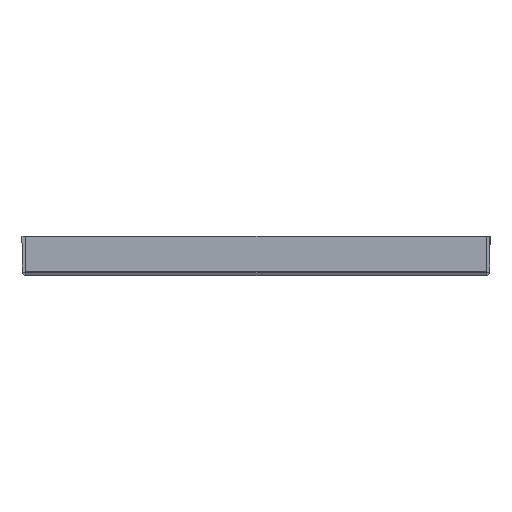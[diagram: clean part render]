
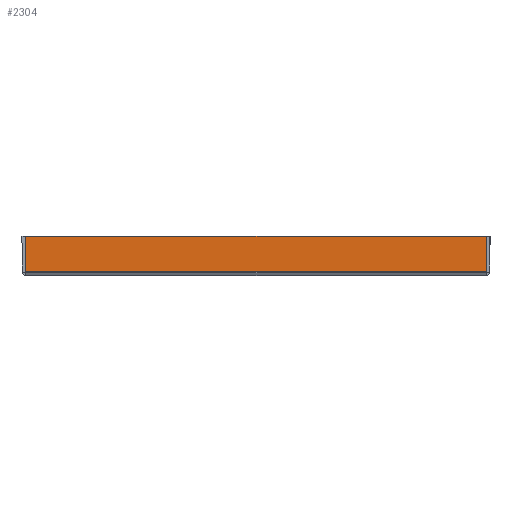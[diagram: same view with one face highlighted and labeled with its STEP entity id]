
A CAD part, left-side view. The second image highlights one B-rep face of the part: STEP entity #2304.
In plain terms, the highlighted planar face has unit normal (-1, 0, 0).
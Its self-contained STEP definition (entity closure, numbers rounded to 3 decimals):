
#280 = EDGE_CURVE ( 'NONE', #2949, #2962, #754, .T. ) ;
#282 = EDGE_CURVE ( 'NONE', #2949, #2798, #767, .T. ) ;
#283 = EDGE_CURVE ( 'NONE', #2799, #2962, #762, .T. ) ;
#288 = EDGE_CURVE ( 'NONE', #2798, #2799, #775, .T. ) ;
#754 = LINE ( 'NONE', #3238, #759 ) ;
#759 = VECTOR ( 'NONE', #3239, 1000. ) ;
#762 = LINE ( 'NONE', #3240, #769 ) ;
#767 = LINE ( 'NONE', #3242, #768 ) ;
#768 = VECTOR ( 'NONE', #3243, 1000. ) ;
#769 = VECTOR ( 'NONE', #3245, 1000. ) ;
#770 = VECTOR ( 'NONE', #3257, 1000. ) ;
#775 = LINE ( 'NONE', #3256, #770 ) ;
#1033 = FACE_OUTER_BOUND ( 'NONE', #2012, .T. ) ;
#1119 = AXIS2_PLACEMENT_3D ( 'NONE', #3734, #3746, #3747 ) ;
#1558 = CARTESIAN_POINT ( 'NONE',  ( -948.5, -95.99, 16.5 ) ) ;
#1579 = CARTESIAN_POINT ( 'NONE',  ( -948.5, 95.99, 16.5 ) ) ;
#1728 = CARTESIAN_POINT ( 'NONE',  ( -948.5, -95.99, 1.6 ) ) ;
#1741 = CARTESIAN_POINT ( 'NONE',  ( -948.5, 95.99, 1.6 ) ) ;
#1998 = ORIENTED_EDGE ( 'NONE', *, *, #283, .T. ) ;
#2012 = EDGE_LOOP ( 'NONE', ( #2205, #2179, #2153, #1998 ) ) ;
#2153 = ORIENTED_EDGE ( 'NONE', *, *, #288, .T. ) ;
#2179 = ORIENTED_EDGE ( 'NONE', *, *, #282, .T. ) ;
#2205 = ORIENTED_EDGE ( 'NONE', *, *, #280, .F. ) ;
#2304 = ADVANCED_FACE ( 'NONE', ( #1033 ), #3741, .F. ) ;
#2798 = VERTEX_POINT ( 'NONE', #1558 ) ;
#2799 = VERTEX_POINT ( 'NONE', #1579 ) ;
#2949 = VERTEX_POINT ( 'NONE', #1728 ) ;
#2962 = VERTEX_POINT ( 'NONE', #1741 ) ;
#3238 = CARTESIAN_POINT ( 'NONE',  ( -948.5, -95.99, 1.6 ) ) ;
#3239 = DIRECTION ( 'NONE',  ( 0., 1., 0. ) ) ;
#3240 = CARTESIAN_POINT ( 'NONE',  ( -948.5, 95.99, 1.5 ) ) ;
#3242 = CARTESIAN_POINT ( 'NONE',  ( -948.5, -95.99, 16.5 ) ) ;
#3243 = DIRECTION ( 'NONE',  ( 0., 0., 1. ) ) ;
#3245 = DIRECTION ( 'NONE',  ( 0., 0., -1. ) ) ;
#3256 = CARTESIAN_POINT ( 'NONE',  ( -948.5, 95.99, 16.5 ) ) ;
#3257 = DIRECTION ( 'NONE',  ( 0., 1., 0. ) ) ;
#3734 = CARTESIAN_POINT ( 'NONE',  ( -948.5, -95.99, 1.5 ) ) ;
#3741 = PLANE ( 'NONE',  #1119 ) ;
#3746 = DIRECTION ( 'NONE',  ( 1., 0., 0. ) ) ;
#3747 = DIRECTION ( 'NONE',  ( 0., 0., -1. ) ) ;
